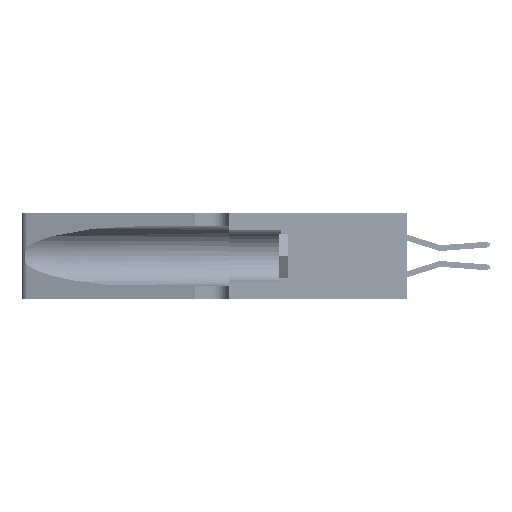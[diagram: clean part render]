
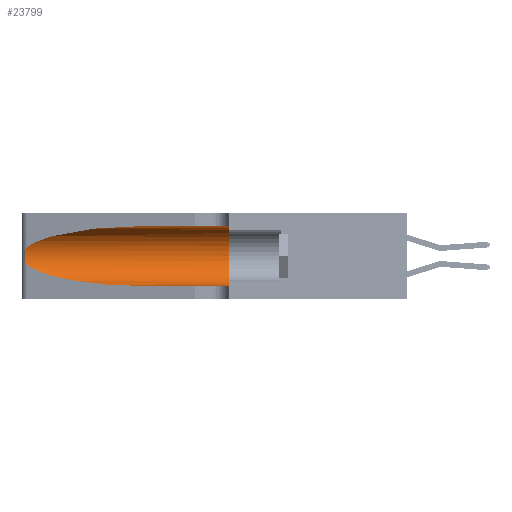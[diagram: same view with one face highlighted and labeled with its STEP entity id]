
A CAD part, left-side view. The second image highlights one B-rep face of the part: STEP entity #23799.
In plain terms, the highlighted cylindrical face has radius 3.308 mm (diameter 6.617 mm), a partial arc.
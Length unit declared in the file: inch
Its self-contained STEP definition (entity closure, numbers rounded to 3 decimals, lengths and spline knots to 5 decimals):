
#470 = VERTEX_POINT ( 'NONE', #10346 ) ;
#943 = VERTEX_POINT ( 'NONE', #17124 ) ;
#2483 = VERTEX_POINT ( 'NONE', #30534 ) ;
#3099 = CARTESIAN_POINT ( 'NONE',  ( 0.1305, 0.72297, 0.31525 ) ) ;
#4250 = CARTESIAN_POINT ( 'NONE',  ( 0.1305, 0.72297, 0.05475 ) ) ;
#4791 = CARTESIAN_POINT ( 'NONE',  ( 0.25787, 1.23484, 0.2124 ) ) ;
#6049 = FACE_OUTER_BOUND ( 'NONE', #22642, .T. ) ;
#6163 = CARTESIAN_POINT ( 'NONE',  ( 0.1305, 0.35, 0.185 ) ) ;
#7394 = CARTESIAN_POINT ( 'NONE',  ( 0.1305, 0.72297, 0.31525 ) ) ;
#8830 = CARTESIAN_POINT ( 'NONE',  ( 0.26018, 1.23835, 0.19895 ) ) ;
#10279 = DIRECTION ( 'NONE',  ( 0., 0., 1. ) ) ;
#10346 = CARTESIAN_POINT ( 'NONE',  ( 0.1305, 0.35, 0.31525 ) ) ;
#10600 = AXIS2_PLACEMENT_3D ( 'NONE', #6163, #34831, #10279 ) ;
#10664 = LINE ( 'NONE', #47023, #17710 ) ;
#11560 = ORIENTED_EDGE ( 'NONE', *, *, #41282, .T. ) ;
#12006 = VERTEX_POINT ( 'NONE', #3099 ) ;
#12513 = DIRECTION ( 'NONE',  ( 0., 0., -1. ) ) ;
#12973 = CARTESIAN_POINT ( 'NONE',  ( 0.26075, 1.23896, 0.178 ) ) ;
#13446 = DIRECTION ( 'NONE',  ( 0., -1., 0. ) ) ;
#15471 = VERTEX_POINT ( 'NONE', #4250 ) ;
#15663 = CARTESIAN_POINT ( 'NONE',  ( 0.2373, 1.15595, 0.28018 ) ) ;
#16477 = EDGE_CURVE ( 'NONE', #15471, #943, #10664, .T. ) ;
#16528 = CARTESIAN_POINT ( 'NONE',  ( 0.25487, 1.22718, 0.14631 ) ) ;
#17099 = CARTESIAN_POINT ( 'NONE',  ( 0.25856, 1.23593, 0.16098 ) ) ;
#17124 = CARTESIAN_POINT ( 'NONE',  ( 0.1305, 0.35, 0.05475 ) ) ;
#17710 = VECTOR ( 'NONE', #34735, 39.37008 ) ;
#18375 =( BOUNDED_CURVE ( )  B_SPLINE_CURVE ( 3, ( #16528, #20642, #49226, #24757 ),
 .UNSPECIFIED., .F., .F. ) 
 B_SPLINE_CURVE_WITH_KNOTS ( ( 4, 4 ),
 ( 3.44316, 4.71239 ),
 .UNSPECIFIED. ) 
 CURVE ( )  GEOMETRIC_REPRESENTATION_ITEM ( )  RATIONAL_B_SPLINE_CURVE ( ( 1., 0.87, 0.87, 1. ) ) 
 REPRESENTATION_ITEM ( '' )  );
#20588 = CARTESIAN_POINT ( 'NONE',  ( 0.1305, 1.61858, 0.185 ) ) ;
#20642 = CARTESIAN_POINT ( 'NONE',  ( 0.2373, 1.15595, 0.08982 ) ) ;
#21037 = CARTESIAN_POINT ( 'NONE',  ( 0.25555, 1.22994, 0.2215 ) ) ;
#21206 = CARTESIAN_POINT ( 'NONE',  ( 0.25639, 1.23186, 0.15144 ) ) ;
#22642 = EDGE_LOOP ( 'NONE', ( #32737, #32371, #11560, #43218, #34199, #41889 ) ) ;
#23799 = ADVANCED_FACE ( 'NONE', ( #6049 ), #37432, .F. ) ;
#24757 = CARTESIAN_POINT ( 'NONE',  ( 0.1305, 0.72297, 0.05475 ) ) ;
#24880 = VECTOR ( 'NONE', #13446, 39.37008 ) ;
#25216 =( BOUNDED_CURVE ( )  B_SPLINE_CURVE ( 3, ( #7394, #27827, #15663, #44224 ),
 .UNSPECIFIED., .F., .F. ) 
 B_SPLINE_CURVE_WITH_KNOTS ( ( 4, 4 ),
 ( 1.5708, 2.84003 ),
 .UNSPECIFIED. ) 
 CURVE ( )  GEOMETRIC_REPRESENTATION_ITEM ( )  RATIONAL_B_SPLINE_CURVE ( ( 1., 0.87, 0.87, 1. ) ) 
 REPRESENTATION_ITEM ( '' )  );
#25327 = CARTESIAN_POINT ( 'NONE',  ( 0.25487, 1.22718, 0.14631 ) ) ;
#27539 = EDGE_CURVE ( 'NONE', #470, #943, #32598, .T. ) ;
#27827 = CARTESIAN_POINT ( 'NONE',  ( 0.18966, 0.96281, 0.31525 ) ) ;
#29297 = CARTESIAN_POINT ( 'NONE',  ( 0.25639, 1.23184, 0.21858 ) ) ;
#30084 = AXIS2_PLACEMENT_3D ( 'NONE', #20588, #32983, #12513 ) ;
#30534 = CARTESIAN_POINT ( 'NONE',  ( 0.25487, 1.22718, 0.22369 ) ) ;
#31727 = EDGE_CURVE ( 'NONE', #12006, #470, #45319, .T. ) ;
#32371 = ORIENTED_EDGE ( 'NONE', *, *, #38932, .T. ) ;
#32598 = CIRCLE ( 'NONE', #10600, 0.13025 ) ;
#32737 = ORIENTED_EDGE ( 'NONE', *, *, #33368, .T. ) ;
#32983 = DIRECTION ( 'NONE',  ( 0., -1., 0. ) ) ;
#33368 = EDGE_CURVE ( 'NONE', #12006, #2483, #25216, .T. ) ;
#33423 = CARTESIAN_POINT ( 'NONE',  ( 0.25854, 1.2359, 0.20912 ) ) ;
#34199 = ORIENTED_EDGE ( 'NONE', *, *, #27539, .F. ) ;
#34735 = DIRECTION ( 'NONE',  ( 0., -1., 0. ) ) ;
#34831 = DIRECTION ( 'NONE',  ( 0., 1., 0. ) ) ;
#36784 = B_SPLINE_CURVE_WITH_KNOTS ( 'NONE', 3,
 ( #49610, #21037, #29297, #4791, #33423, #8830, #37497, #12973, #41579, #17099, #45677, #21206, #49773, #25327 ),
 .UNSPECIFIED., .F., .F.,
 ( 4, 2, 2, 2, 2, 2, 4 ),
 ( 0., 0.00027, 0.00053, 0.00107, 0.0016, 0.00187, 0.00214 ),
 .UNSPECIFIED. ) ;
#36828 = VERTEX_POINT ( 'NONE', #45008 ) ;
#37432 = CYLINDRICAL_SURFACE ( 'NONE', #30084, 0.13025 ) ;
#37497 = CARTESIAN_POINT ( 'NONE',  ( 0.26075, 1.23896, 0.19203 ) ) ;
#37973 = CARTESIAN_POINT ( 'NONE',  ( 0.1305, 1.61858, 0.31525 ) ) ;
#38932 = EDGE_CURVE ( 'NONE', #2483, #36828, #36784, .T. ) ;
#41282 = EDGE_CURVE ( 'NONE', #36828, #15471, #18375, .T. ) ;
#41579 = CARTESIAN_POINT ( 'NONE',  ( 0.26017, 1.23833, 0.17102 ) ) ;
#41889 = ORIENTED_EDGE ( 'NONE', *, *, #31727, .F. ) ;
#43218 = ORIENTED_EDGE ( 'NONE', *, *, #16477, .T. ) ;
#44224 = CARTESIAN_POINT ( 'NONE',  ( 0.25487, 1.22718, 0.22369 ) ) ;
#45008 = CARTESIAN_POINT ( 'NONE',  ( 0.25487, 1.22718, 0.14631 ) ) ;
#45319 = LINE ( 'NONE', #37973, #24880 ) ;
#45677 = CARTESIAN_POINT ( 'NONE',  ( 0.25789, 1.23486, 0.15765 ) ) ;
#47023 = CARTESIAN_POINT ( 'NONE',  ( 0.1305, 1.61858, 0.05475 ) ) ;
#49226 = CARTESIAN_POINT ( 'NONE',  ( 0.18966, 0.96281, 0.05475 ) ) ;
#49610 = CARTESIAN_POINT ( 'NONE',  ( 0.25487, 1.22718, 0.22369 ) ) ;
#49773 = CARTESIAN_POINT ( 'NONE',  ( 0.25555, 1.22993, 0.14849 ) ) ;
